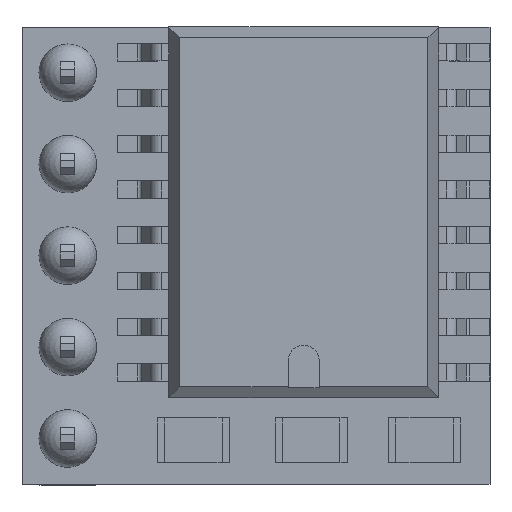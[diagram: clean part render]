
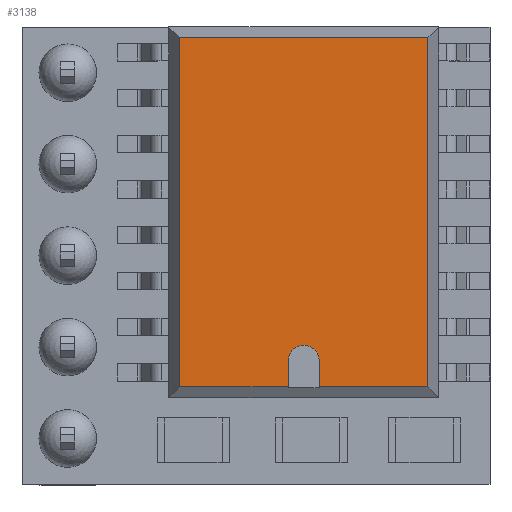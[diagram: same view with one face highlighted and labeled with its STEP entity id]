
A CAD part, top view. The second image highlights one B-rep face of the part: STEP entity #3138.
In plain terms, the highlighted planar face has unit normal (0, 0, 1).
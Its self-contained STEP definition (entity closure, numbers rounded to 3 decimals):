
#2937 = EDGE_CURVE('',#2938,#2940,#2942,.T.);
#2938 = VERTEX_POINT('',#2939);
#2939 = CARTESIAN_POINT('',(3.45,4.85,2.45));
#2940 = VERTEX_POINT('',#2941);
#2941 = CARTESIAN_POINT('',(0.429,4.85,2.45));
#2942 = LINE('',#2943,#2944);
#2943 = CARTESIAN_POINT('',(3.75,4.85,2.45));
#2944 = VECTOR('',#2945,1.);
#2945 = DIRECTION('',(-1.,-0.,-0.));
#2955 = VERTEX_POINT('',#2956);
#2956 = CARTESIAN_POINT('',(-3.45,4.85,2.45));
#2962 = EDGE_CURVE('',#2963,#2955,#2965,.T.);
#2963 = VERTEX_POINT('',#2964);
#2964 = CARTESIAN_POINT('',(-0.429,4.85,2.45));
#2965 = LINE('',#2966,#2967);
#2966 = CARTESIAN_POINT('',(3.75,4.85,2.45));
#2967 = VECTOR('',#2968,1.);
#2968 = DIRECTION('',(-1.,-0.,-0.));
#3120 = VERTEX_POINT('',#3121);
#3121 = CARTESIAN_POINT('',(3.45,-4.85,2.45));
#3127 = EDGE_CURVE('',#3120,#2938,#3128,.T.);
#3128 = LINE('',#3129,#3130);
#3129 = CARTESIAN_POINT('',(3.45,-5.15,2.45));
#3130 = VECTOR('',#3131,1.);
#3131 = DIRECTION('',(0.,1.,0.));
#3138 = ADVANCED_FACE('',(#3139),#3181,.T.);
#3139 = FACE_BOUND('',#3140,.T.);
#3140 = EDGE_LOOP('',(#3141,#3142,#3143,#3151,#3160,#3166,#3167,#3175));
#3141 = ORIENTED_EDGE('',*,*,#3127,.T.);
#3142 = ORIENTED_EDGE('',*,*,#2937,.T.);
#3143 = ORIENTED_EDGE('',*,*,#3144,.F.);
#3144 = EDGE_CURVE('',#3145,#2940,#3147,.T.);
#3145 = VERTEX_POINT('',#3146);
#3146 = CARTESIAN_POINT('',(0.429,4.124,2.45));
#3147 = LINE('',#3148,#3149);
#3148 = CARTESIAN_POINT('',(0.429,4.124,2.45));
#3149 = VECTOR('',#3150,1.);
#3150 = DIRECTION('',(0.,1.,0.));
#3151 = ORIENTED_EDGE('',*,*,#3152,.F.);
#3152 = EDGE_CURVE('',#3153,#3145,#3155,.T.);
#3153 = VERTEX_POINT('',#3154);
#3154 = CARTESIAN_POINT('',(-0.429,4.124,2.45));
#3155 = CIRCLE('',#3156,0.429);
#3156 = AXIS2_PLACEMENT_3D('',#3157,#3158,#3159);
#3157 = CARTESIAN_POINT('',(0.,4.124,2.45));
#3158 = DIRECTION('',(0.,0.,1.));
#3159 = DIRECTION('',(1.,0.,0.));
#3160 = ORIENTED_EDGE('',*,*,#3161,.T.);
#3161 = EDGE_CURVE('',#3153,#2963,#3162,.T.);
#3162 = LINE('',#3163,#3164);
#3163 = CARTESIAN_POINT('',(-0.429,4.124,2.45));
#3164 = VECTOR('',#3165,1.);
#3165 = DIRECTION('',(0.,1.,0.));
#3166 = ORIENTED_EDGE('',*,*,#2962,.T.);
#3167 = ORIENTED_EDGE('',*,*,#3168,.F.);
#3168 = EDGE_CURVE('',#3169,#2955,#3171,.T.);
#3169 = VERTEX_POINT('',#3170);
#3170 = CARTESIAN_POINT('',(-3.45,-4.85,2.45));
#3171 = LINE('',#3172,#3173);
#3172 = CARTESIAN_POINT('',(-3.45,-5.15,2.45));
#3173 = VECTOR('',#3174,1.);
#3174 = DIRECTION('',(0.,1.,0.));
#3175 = ORIENTED_EDGE('',*,*,#3176,.F.);
#3176 = EDGE_CURVE('',#3120,#3169,#3177,.T.);
#3177 = LINE('',#3178,#3179);
#3178 = CARTESIAN_POINT('',(3.75,-4.85,2.45));
#3179 = VECTOR('',#3180,1.);
#3180 = DIRECTION('',(-1.,-0.,-0.));
#3181 = PLANE('',#3182);
#3182 = AXIS2_PLACEMENT_3D('',#3183,#3184,#3185);
#3183 = CARTESIAN_POINT('',(0.,0.,2.45));
#3184 = DIRECTION('',(0.,0.,1.));
#3185 = DIRECTION('',(1.,0.,0.));
